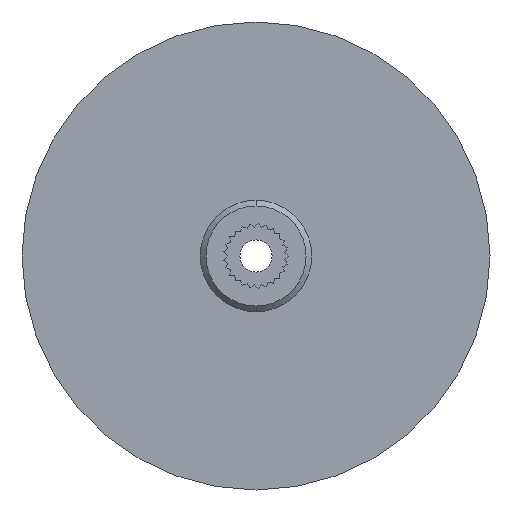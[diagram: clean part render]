
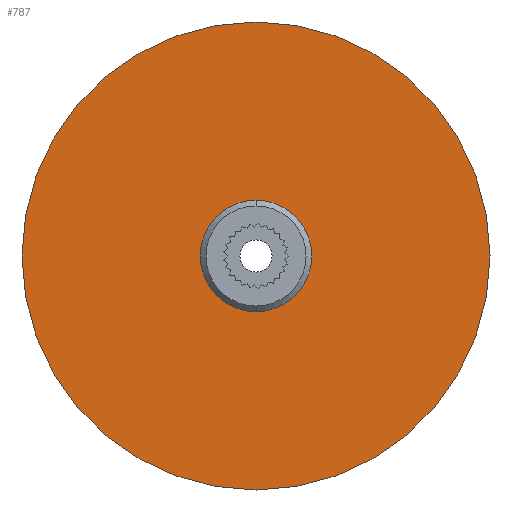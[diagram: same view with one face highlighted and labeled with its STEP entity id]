
A CAD part, front view. The second image highlights one B-rep face of the part: STEP entity #787.
In plain terms, the highlighted planar face has unit normal (0, -1, 0).
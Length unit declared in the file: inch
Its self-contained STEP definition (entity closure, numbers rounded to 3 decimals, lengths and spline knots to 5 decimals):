
#245 = PLANE ( 'NONE',  #4014 ) ;
#337 = VERTEX_POINT ( 'NONE', #658 ) ;
#531 = CIRCLE ( 'NONE', #2082, 0.19575 ) ;
#535 = EDGE_LOOP ( 'NONE', ( #3681, #1018 ) ) ;
#540 = DIRECTION ( 'NONE',  ( 0., 0., 1. ) ) ;
#582 = CIRCLE ( 'NONE', #3846, 0.8215 ) ;
#658 = CARTESIAN_POINT ( 'NONE',  ( 0., 0., -0.8215 ) ) ;
#715 = FACE_BOUND ( 'NONE', #535, .T. ) ;
#787 = ADVANCED_FACE ( 'NONE', ( #2397, #715 ), #245, .F. ) ;
#977 = CIRCLE ( 'NONE', #2185, 0.8215 ) ;
#1018 = ORIENTED_EDGE ( 'NONE', *, *, #3969, .F. ) ;
#1248 = CARTESIAN_POINT ( 'NONE',  ( 0., 0., -0.19575 ) ) ;
#1371 = EDGE_CURVE ( 'NONE', #337, #3073, #582, .T. ) ;
#1504 = VERTEX_POINT ( 'NONE', #1667 ) ;
#1645 = CARTESIAN_POINT ( 'NONE',  ( 0., 0., 0. ) ) ;
#1667 = CARTESIAN_POINT ( 'NONE',  ( 0., 0., 0.19575 ) ) ;
#1751 = EDGE_CURVE ( 'NONE', #3073, #337, #977, .T. ) ;
#1831 = DIRECTION ( 'NONE',  ( 0., -1., 0. ) ) ;
#2078 = CARTESIAN_POINT ( 'NONE',  ( 0., 0., 0. ) ) ;
#2082 = AXIS2_PLACEMENT_3D ( 'NONE', #3745, #1831, #4064 ) ;
#2185 = AXIS2_PLACEMENT_3D ( 'NONE', #3166, #3702, #3404 ) ;
#2397 = FACE_OUTER_BOUND ( 'NONE', #3086, .T. ) ;
#2438 = DIRECTION ( 'NONE',  ( 0., 1., 0. ) ) ;
#2567 = DIRECTION ( 'NONE',  ( 0., 0., 1. ) ) ;
#2673 = CIRCLE ( 'NONE', #3644, 0.19575 ) ;
#2696 = ORIENTED_EDGE ( 'NONE', *, *, #1371, .F. ) ;
#2792 = VERTEX_POINT ( 'NONE', #1248 ) ;
#3073 = VERTEX_POINT ( 'NONE', #3921 ) ;
#3086 = EDGE_LOOP ( 'NONE', ( #2696, #3199 ) ) ;
#3166 = CARTESIAN_POINT ( 'NONE',  ( 0., 0., 0. ) ) ;
#3199 = ORIENTED_EDGE ( 'NONE', *, *, #1751, .F. ) ;
#3205 = DIRECTION ( 'NONE',  ( 0., -1., 0. ) ) ;
#3210 = EDGE_CURVE ( 'NONE', #1504, #2792, #531, .T. ) ;
#3404 = DIRECTION ( 'NONE',  ( 0., 0., 1. ) ) ;
#3644 = AXIS2_PLACEMENT_3D ( 'NONE', #2078, #3205, #2567 ) ;
#3681 = ORIENTED_EDGE ( 'NONE', *, *, #3210, .F. ) ;
#3702 = DIRECTION ( 'NONE',  ( 0., 1., 0. ) ) ;
#3745 = CARTESIAN_POINT ( 'NONE',  ( 0., 0., 0. ) ) ;
#3846 = AXIS2_PLACEMENT_3D ( 'NONE', #1645, #3883, #3870 ) ;
#3870 = DIRECTION ( 'NONE',  ( 0., 0., 1. ) ) ;
#3883 = DIRECTION ( 'NONE',  ( 0., 1., 0. ) ) ;
#3921 = CARTESIAN_POINT ( 'NONE',  ( 0., 0., 0.8215 ) ) ;
#3969 = EDGE_CURVE ( 'NONE', #2792, #1504, #2673, .T. ) ;
#4014 = AXIS2_PLACEMENT_3D ( 'NONE', #4034, #2438, #540 ) ;
#4034 = CARTESIAN_POINT ( 'NONE',  ( 0., 0., 0. ) ) ;
#4064 = DIRECTION ( 'NONE',  ( 0., 0., 1. ) ) ;
